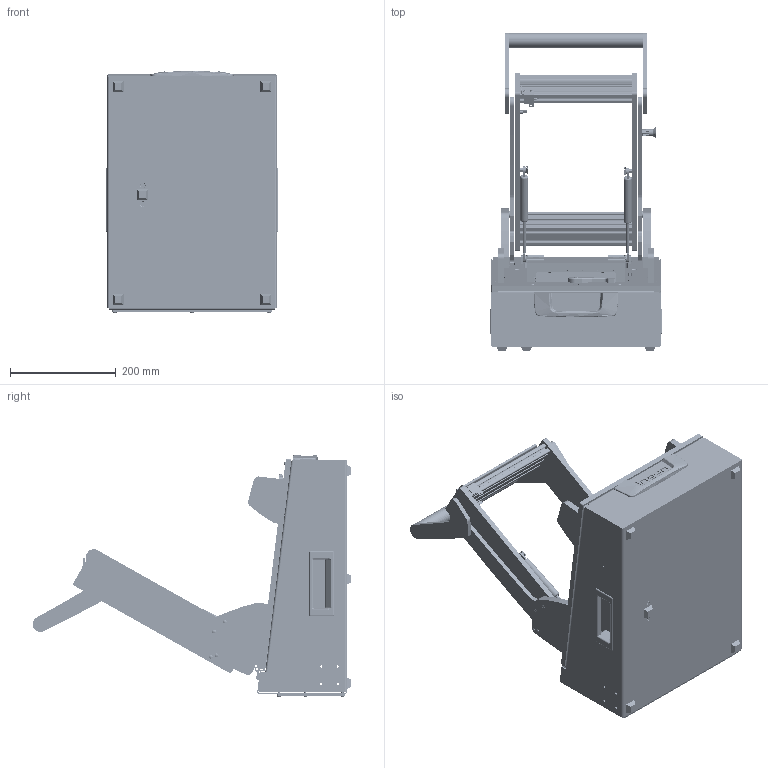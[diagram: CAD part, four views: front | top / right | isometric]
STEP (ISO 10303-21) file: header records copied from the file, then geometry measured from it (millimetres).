
FILE_DESCRIPTION (( 'STEP AP214' ), '1' );
FILE_NAME ('INGUN_43950_open.STEP', '2021-03-03T13:38:10', ( '' ), ( '' ), 'SwSTEP 2.0', 'SolidWorks 2018', '' );
FILE_SCHEMA (( 'AUTOMOTIVE_DESIGN' ));
Length unit declared in the file: millimetre
Products named in the file (95): 43589~3; 40571~0_mit Lehre gebohrt<S>; 2281~0_180ø<Standard>; DIN6325~n_03,0m6x010; 40569~1_S; 8804~0; DIN6325~n_02,0m6x020; DIN6325~n_04,0m6x012; 109128~0_offen <S>; 35334~0_S; 37189~1_S; 43198~3_KUNDE<S>; 36175~4_S; 48726~2_S; 31194~0; 30915~0; 43494~2_KUNDE<S>; 2720~0; 36177~2; 53031~0_S; DIN125~n_05,3 M05,0 Fase; DIN125~n_06,4 M06,0 Fase; 32334~6; 57801~2_S; 43199~2_KUNDE<S>; 2281~0; DIN6325~n_04,0m6x024; 43579~2_KUNDE<S>; DIN7991~n_M03,0x016 VA; ISO7380~n_M05,0x020; 43495~0_S; 34328~1_S; DIN7991~n_M05,0x012; 36176~0_S; ASR~-a-s-r_拱04,2x07x拌8; 109986~0_KUNDE<S>; 11536~1; 48565~1_S; 31109~0; 53829~2_KUNDE<S> ...
Assembly tree (210 placements, depth 5):
  INGUN_43950_open
    31765~4_S
      32334~6
      30758~0_S  x2
        30758_01~0_S
        30758_02~0_S
      20902~0
      21332~0_MA 2112<Standard>
        21332_02~0
        21332_01~0
      31767~3_S
      2720~0  x5
      53032~0_S
      32171~0_S
      35334~0_S
      ISO7380~n_M04,0x012  x4
      32462~0_S
      8804~0
      DIN7991~n_M05,0x016
      DIN7991~n_M05,0x012  x2
      DIN985-A2~n_M05,0  x3
      DIN125~n_05,3 M05,0 Fase  x2
    43860~4_KUNDE offen<S>
      109980~0_offen<S>
        43589~3
        36175~4_S
        35662~11_S
        35663~9_S
        2281~0_180ø<Standard>  x2
          2281~0
        37188~1_S  x2
        53031~0_S
        35649~1_S
        37189~1_S
        31253~0_S
        30955~0_S
        30915~0
        ASR~-a-s-r_拱04,2x07x拌8  x2
        2528~0  x2
        31109~0
        36201~3_S
        DIN7991~n_M05,0x020  x7
        DIN6325~n_04,0m6x016  x2
        DIN6325~n_03,0m6x010  x4
        DIN7991~n_M05,0x016  x12
        DIN125~n_05,3 M05,0 Fase  x5
        DIN985-A2~n_M05,0  x5
        DIN6325~n_04,0m6x024
        DIN7991~n_M03,0x016 VA  x2
        DIN912~n_M04,0x012
        DIN6325~n_02,0m6x020
        ISO7380~n_M05,0x008  x2
        48727~1_S
          48726~2_S
          DIN6325~n_04,0m6x012
          48565~1_S
          DIN912~n_M04,0x020  x2
          DIN125~n_06,4 M06,0 Fase
          DIN125~n_04,3 M04,0  x2
          49317~0
Bounding box: 324.6 x 601.79 x 458.02 mm (x, y, z)
Volume: 3891002.1 mm3; surface area: 2053561 mm2
Topology: 202 solids, 202 shells, 5116 faces, 12861 edges, 8210 vertices
Faces by surface type: cylinder 2095, plane 1978, cone 647, bspline 211, sphere 96, torus 89
Entity records: 111253 total; most frequent: CARTESIAN_POINT 26668, DIRECTION 16596, ORIENTED_EDGE 15544, EDGE_CURVE 7772, AXIS2_PLACEMENT_3D 6184, VERTEX_POINT 5011, VECTOR 4228, LINE 4228
